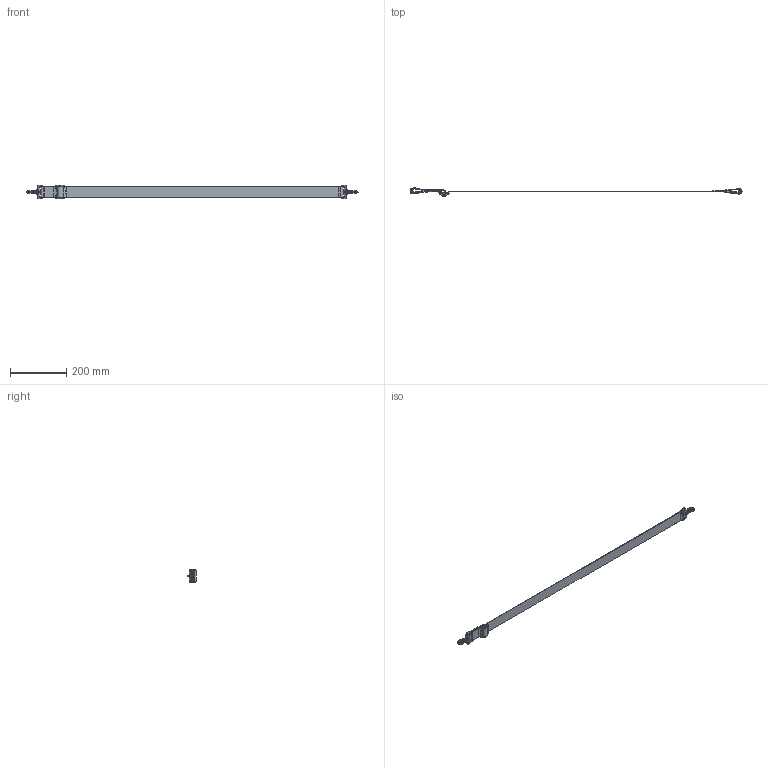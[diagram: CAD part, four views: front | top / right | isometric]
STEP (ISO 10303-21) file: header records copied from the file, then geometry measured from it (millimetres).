
FILE_DESCRIPTION((''),'2;1');
FILE_NAME('','2013-02-25T13:03:25',(''),(''),'','CADfix','');
FILE_SCHEMA(('AUTOMOTIVE_DESIGN { 1 0 10303 214 1 1 1 1 }'));
Length unit declared in the file: millimetre
Bounding box: 1177.05 x 30.79 x 47.99 mm (x, y, z)
Volume: 93140.8 mm3; surface area: 116528.3 mm2
Topology: 2 solids, 4 shells, 692 faces, 1712 edges, 988 vertices
Faces by surface type: bspline 692
Entity records: 29346 total; most frequent: CARTESIAN_POINT 20023, ORIENTED_EDGE 3348, EDGE_CURVE 1674, VERTEX_POINT 988, EDGE_LOOP 698, FACE_OUTER_BOUND 692, ADVANCED_FACE 692, QUASI_UNIFORM_CURVE 652
